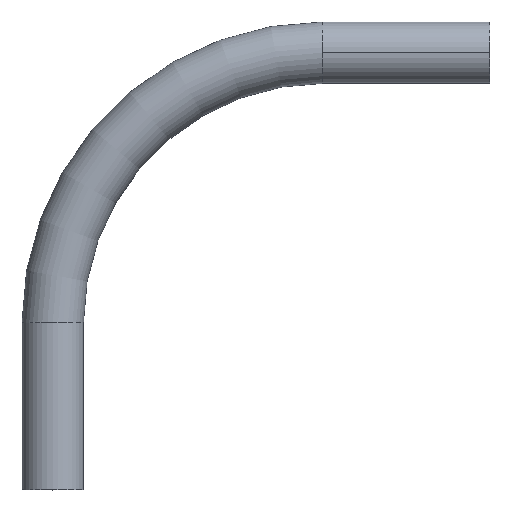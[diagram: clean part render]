
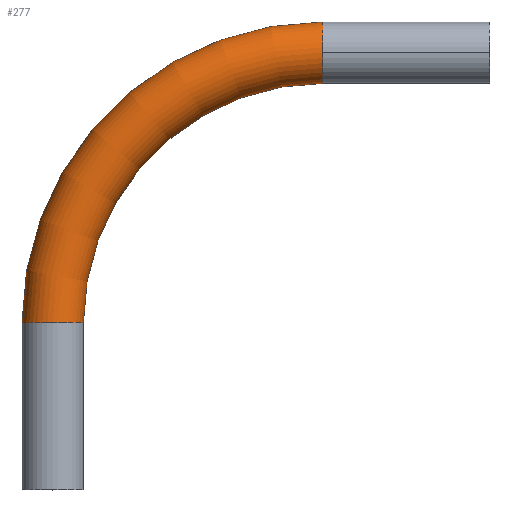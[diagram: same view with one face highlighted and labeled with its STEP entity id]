
A CAD part, top view. The second image highlights one B-rep face of the part: STEP entity #277.
In plain terms, the highlighted toroidal (fillet/blend) face has major radius 110 mm and minor radius 12.5 mm.
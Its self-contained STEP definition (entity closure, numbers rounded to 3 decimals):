
#3 = DIRECTION ( 'NONE',  ( 1., 0., 0. ) ) ;
#25 = CARTESIAN_POINT ( 'NONE',  ( 0., 97.5, 0. ) ) ;
#29 = ORIENTED_EDGE ( 'NONE', *, *, #175, .T. ) ;
#32 = CARTESIAN_POINT ( 'NONE',  ( 0., 0., 0. ) ) ;
#36 = AXIS2_PLACEMENT_3D ( 'NONE', #300, #257, #378 ) ;
#38 = CARTESIAN_POINT ( 'NONE',  ( 0., 110., 0. ) ) ;
#50 = ORIENTED_EDGE ( 'NONE', *, *, #301, .T. ) ;
#51 = EDGE_CURVE ( 'NONE', #329, #147, #115, .T. ) ;
#57 = TOROIDAL_SURFACE ( 'NONE', #162, 110., 12.5 ) ;
#64 = CIRCLE ( 'NONE', #333, 122.5 ) ;
#66 = DIRECTION ( 'NONE',  ( 0., 0., -1. ) ) ;
#73 = CARTESIAN_POINT ( 'NONE',  ( -110., 0., 0. ) ) ;
#76 = VERTEX_POINT ( 'NONE', #415 ) ;
#79 = FACE_OUTER_BOUND ( 'NONE', #239, .T. ) ;
#84 = VERTEX_POINT ( 'NONE', #195 ) ;
#100 = DIRECTION ( 'NONE',  ( 1., 0., 0. ) ) ;
#110 = CARTESIAN_POINT ( 'NONE',  ( 0., 110., 12.5 ) ) ;
#115 = CIRCLE ( 'NONE', #36, 12.5 ) ;
#142 = DIRECTION ( 'NONE',  ( 0., 0., -1. ) ) ;
#147 = VERTEX_POINT ( 'NONE', #25 ) ;
#155 = ORIENTED_EDGE ( 'NONE', *, *, #200, .F. ) ;
#162 = AXIS2_PLACEMENT_3D ( 'NONE', #199, #233, #236 ) ;
#173 = ORIENTED_EDGE ( 'NONE', *, *, #240, .F. ) ;
#175 = EDGE_CURVE ( 'NONE', #84, #76, #64, .T. ) ;
#195 = CARTESIAN_POINT ( 'NONE',  ( 0., 122.5, 0. ) ) ;
#198 = ORIENTED_EDGE ( 'NONE', *, *, #51, .F. ) ;
#199 = CARTESIAN_POINT ( 'NONE',  ( 0., 0., 0. ) ) ;
#200 = EDGE_CURVE ( 'NONE', #147, #314, #447, .T. ) ;
#206 = DIRECTION ( 'NONE',  ( 0., 1., 0. ) ) ;
#233 = DIRECTION ( 'NONE',  ( 0., 0., 1. ) ) ;
#236 = DIRECTION ( 'NONE',  ( 1., 0., 0. ) ) ;
#239 = EDGE_LOOP ( 'NONE', ( #173, #29, #50, #155, #198 ) ) ;
#240 = EDGE_CURVE ( 'NONE', #84, #329, #433, .T. ) ;
#246 = AXIS2_PLACEMENT_3D ( 'NONE', #356, #348, #3 ) ;
#257 = DIRECTION ( 'NONE',  ( 1., 0., 0. ) ) ;
#277 = ADVANCED_FACE ( 'NONE', ( #79 ), #57, .T. ) ;
#300 = CARTESIAN_POINT ( 'NONE',  ( 0., 110., 0. ) ) ;
#301 = EDGE_CURVE ( 'NONE', #76, #314, #419, .T. ) ;
#311 = DIRECTION ( 'NONE',  ( 0., 0., 1. ) ) ;
#314 = VERTEX_POINT ( 'NONE', #430 ) ;
#329 = VERTEX_POINT ( 'NONE', #110 ) ;
#333 = AXIS2_PLACEMENT_3D ( 'NONE', #32, #311, #349 ) ;
#348 = DIRECTION ( 'NONE',  ( 0., 0., 1. ) ) ;
#349 = DIRECTION ( 'NONE',  ( 1., 0., 0. ) ) ;
#356 = CARTESIAN_POINT ( 'NONE',  ( 0., 0., 0. ) ) ;
#378 = DIRECTION ( 'NONE',  ( 0., 0., -1. ) ) ;
#385 = AXIS2_PLACEMENT_3D ( 'NONE', #38, #100, #66 ) ;
#407 = AXIS2_PLACEMENT_3D ( 'NONE', #73, #206, #142 ) ;
#415 = CARTESIAN_POINT ( 'NONE',  ( -122.5, 0., 0. ) ) ;
#419 = CIRCLE ( 'NONE', #407, 12.5 ) ;
#430 = CARTESIAN_POINT ( 'NONE',  ( -97.5, 0., 0. ) ) ;
#433 = CIRCLE ( 'NONE', #385, 12.5 ) ;
#447 = CIRCLE ( 'NONE', #246, 97.5 ) ;
